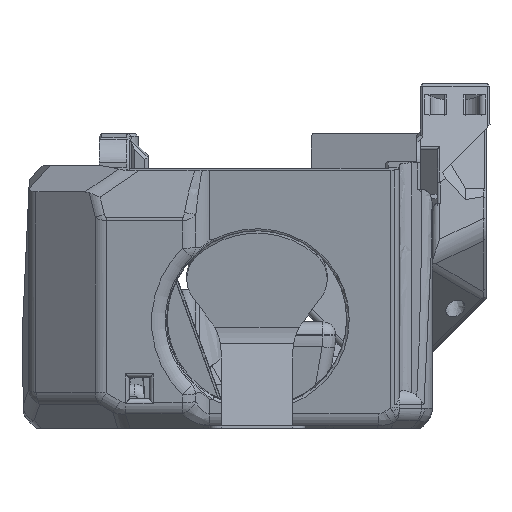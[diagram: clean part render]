
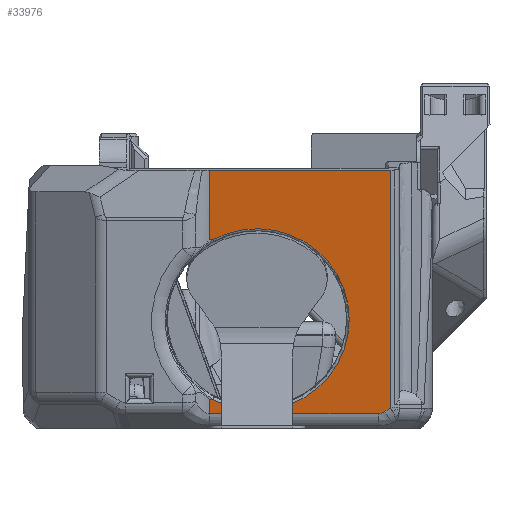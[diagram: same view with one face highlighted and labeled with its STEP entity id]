
A CAD part, left-side view. The second image highlights one B-rep face of the part: STEP entity #33976.
In plain terms, the highlighted planar face has unit normal (-0.985, 0, -0.174).
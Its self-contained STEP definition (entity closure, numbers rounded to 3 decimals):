
#989=ELLIPSE('',#36697,3.203,2.);
#1828=B_SPLINE_CURVE_WITH_KNOTS('',3,(#57718,#57719,#57720,#57721),
 .UNSPECIFIED.,.F.,.F.,(4,4),(0.,0.382),.UNSPECIFIED.);
#1848=B_SPLINE_CURVE_WITH_KNOTS('',3,(#58093,#58094,#58095,#58096),
 .UNSPECIFIED.,.F.,.F.,(4,4),(0.618,1.),.UNSPECIFIED.);
#3490=LINE('',#56028,#6509);
#3508=LINE('',#56089,#6527);
#3830=LINE('',#58098,#6849);
#3831=LINE('',#58100,#6850);
#3832=LINE('',#58104,#6851);
#3833=LINE('',#58106,#6852);
#6509=VECTOR('',#41897,1000.);
#6527=VECTOR('',#41935,1000.);
#6849=VECTOR('',#42745,1000.);
#6850=VECTOR('',#42746,1000.);
#6851=VECTOR('',#42749,1000.);
#6852=VECTOR('',#42750,1000.);
#13097=ORIENTED_EDGE('',*,*,#21244,.F.);
#13098=ORIENTED_EDGE('',*,*,#21397,.T.);
#13099=ORIENTED_EDGE('',*,*,#21398,.T.);
#13100=ORIENTED_EDGE('',*,*,#21399,.F.);
#13101=ORIENTED_EDGE('',*,*,#21400,.T.);
#13102=ORIENTED_EDGE('',*,*,#21401,.T.);
#13103=ORIENTED_EDGE('',*,*,#21402,.F.);
#13104=ORIENTED_EDGE('',*,*,#21403,.T.);
#13105=ORIENTED_EDGE('',*,*,#20845,.F.);
#13106=ORIENTED_EDGE('',*,*,#20870,.F.);
#20845=EDGE_CURVE('',#25317,#25318,#3490,.T.);
#20870=EDGE_CURVE('',#25335,#25317,#3508,.T.);
#21244=EDGE_CURVE('',#25598,#25335,#1828,.F.);
#21397=EDGE_CURVE('',#25598,#25714,#27503,.T.);
#21398=EDGE_CURVE('',#25714,#25715,#1848,.T.);
#21399=EDGE_CURVE('',#25716,#25715,#3830,.T.);
#21400=EDGE_CURVE('',#25716,#25717,#3831,.T.);
#21401=EDGE_CURVE('',#25717,#25718,#989,.T.);
#21402=EDGE_CURVE('',#25719,#25718,#3832,.T.);
#21403=EDGE_CURVE('',#25719,#25318,#3833,.T.);
#25317=VERTEX_POINT('',#56027);
#25318=VERTEX_POINT('',#56029);
#25335=VERTEX_POINT('',#56088);
#25598=VERTEX_POINT('',#57717);
#25714=VERTEX_POINT('',#58092);
#25715=VERTEX_POINT('',#58097);
#25716=VERTEX_POINT('',#58099);
#25717=VERTEX_POINT('',#58101);
#25718=VERTEX_POINT('',#58103);
#25719=VERTEX_POINT('',#58105);
#27503=CIRCLE('',#36696,14.4);
#28825=EDGE_LOOP('',(#13097,#13098,#13099,#13100,#13101,#13102,#13103,#13104,
#13105,#13106));
#30904=FACE_BOUND('',#28825,.T.);
#32517=PLANE('',#36695);
#33976=ADVANCED_FACE('',(#30904),#32517,.F.);
#36695=AXIS2_PLACEMENT_3D('',#58090,#42741,#42742);
#36696=AXIS2_PLACEMENT_3D('',#58091,#42743,#42744);
#36697=AXIS2_PLACEMENT_3D('',#58102,#42747,#42748);
#41897=DIRECTION('',(0.,-1.,0.));
#41935=DIRECTION('',(-0.174,0.,0.985));
#42741=DIRECTION('',(0.985,0.,0.174));
#42742=DIRECTION('',(-0.174,0.,0.985));
#42743=DIRECTION('',(0.985,0.,0.174));
#42744=DIRECTION('',(0.174,0.,-0.985));
#42745=DIRECTION('',(-0.174,0.,0.985));
#42746=DIRECTION('',(0.,-1.,0.));
#42747=DIRECTION('',(-0.985,0.,-0.174));
#42748=DIRECTION('',(-0.165,-0.304,0.938));
#42749=DIRECTION('',(0.097,0.829,-0.551));
#42750=DIRECTION('',(-0.174,0.,0.985));
#56027=CARTESIAN_POINT('',(-34.572,12.27,40.304));
#56028=CARTESIAN_POINT('',(-34.572,24.853,40.304));
#56029=CARTESIAN_POINT('',(-34.572,-16.002,40.304));
#56088=CARTESIAN_POINT('',(-32.66,12.27,29.463));
#56089=CARTESIAN_POINT('',(-31.185,12.27,21.099));
#57717=CARTESIAN_POINT('',(-32.651,11.767,29.413));
#57718=CARTESIAN_POINT('',(-32.66,12.27,29.463));
#57719=CARTESIAN_POINT('',(-32.657,12.102,29.442));
#57720=CARTESIAN_POINT('',(-32.654,11.935,29.425));
#57721=CARTESIAN_POINT('',(-32.651,11.767,29.413));
#58090=CARTESIAN_POINT('',(-31.185,24.853,21.099));
#58091=CARTESIAN_POINT('',(-30.458,4.853,16.973));
#58092=CARTESIAN_POINT('',(-28.264,11.767,4.533));
#58093=CARTESIAN_POINT('',(-28.264,11.767,4.533));
#58094=CARTESIAN_POINT('',(-28.262,11.935,4.52));
#58095=CARTESIAN_POINT('',(-28.259,12.102,4.503));
#58096=CARTESIAN_POINT('',(-28.255,12.27,4.482));
#58097=CARTESIAN_POINT('',(-28.255,12.27,4.482));
#58098=CARTESIAN_POINT('',(-31.185,12.27,21.099));
#58099=CARTESIAN_POINT('',(-27.864,12.27,2.262));
#58100=CARTESIAN_POINT('',(-27.864,-14.655,2.262));
#58101=CARTESIAN_POINT('',(-27.864,-14.07,2.262));
#58102=CARTESIAN_POINT('',(-28.404,-14.652,5.326));
#58103=CARTESIAN_POINT('',(-27.923,-15.07,2.597));
#58104=CARTESIAN_POINT('',(-27.821,-14.199,2.018));
#58105=CARTESIAN_POINT('',(-28.032,-16.002,3.216));
#58106=CARTESIAN_POINT('',(-7.663,-16.002,-112.301));
